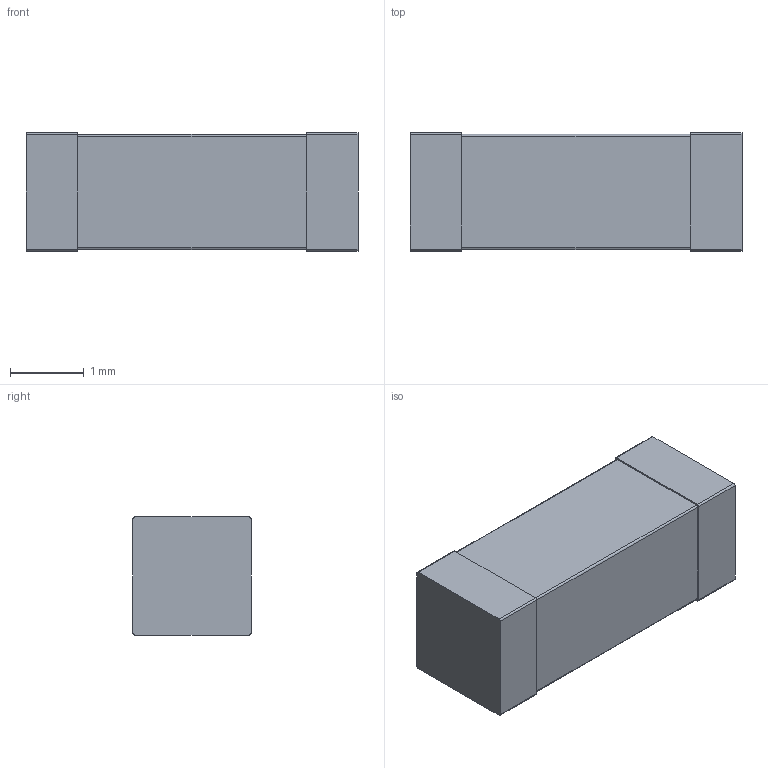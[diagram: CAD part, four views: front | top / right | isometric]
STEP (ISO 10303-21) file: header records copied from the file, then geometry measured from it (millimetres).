
FILE_DESCRIPTION(/* description */ ('model of L_1806'),/* implementation_level */ '2;1');
FILE_NAME(/* name */ 'L_1806.step',/* time_stamp */ '2017-07-30T01:34:30',/* author */ ('kicad StepUp','ksu'),/* organization */ ('FreeCAD'),/* preprocessor_version */ 'OCC',/* originating_system */ 'kicad StepUp',/* authorisation */ '');
FILE_SCHEMA(('AUTOMOTIVE_DESIGN_CC2 { 1 2 10303 214 -1 1 5 4 }'));
Length unit declared in the file: millimetre
Products named in the file (1): L_1806
Bounding box: 4.5 x 1.6 x 1.6 mm (x, y, z)
Volume: 11.1 mm3; surface area: 33.5 mm2
Topology: 1 solids, 1 shells, 28 faces, 72 edges, 48 vertices
Faces by surface type: plane 16, cylinder 12
Entity records: 1069 total; most frequent: DIRECTION 154, CARTESIAN_POINT 149, ORIENTED_EDGE 144, EDGE_CURVE 72, AXIS2_PLACEMENT_3D 53, VERTEX_POINT 48, LINE 48, VECTOR 48
